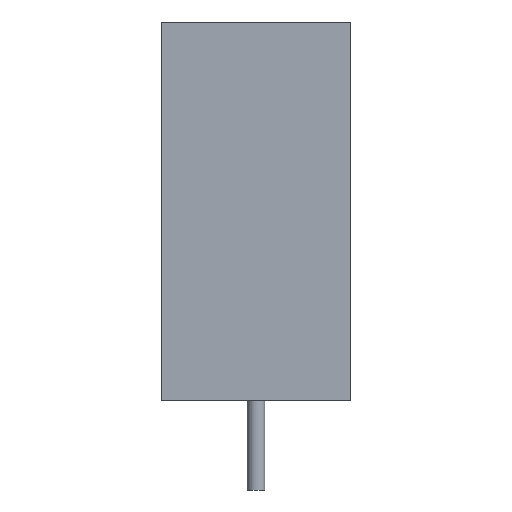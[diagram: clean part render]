
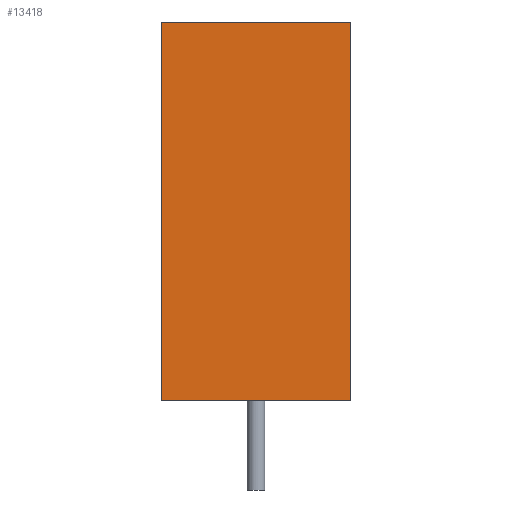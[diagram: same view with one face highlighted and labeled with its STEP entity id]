
A CAD part, left-side view. The second image highlights one B-rep face of the part: STEP entity #13418.
In plain terms, the highlighted planar face has unit normal (-1, 0, 0).
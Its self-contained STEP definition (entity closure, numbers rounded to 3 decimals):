
#1640=ORIENTED_EDGE('',*,*,#3797,.T.);
#1641=ORIENTED_EDGE('',*,*,#4118,.F.);
#1642=ORIENTED_EDGE('',*,*,#3776,.F.);
#1643=ORIENTED_EDGE('',*,*,#4114,.T.);
#3776=EDGE_CURVE('',#5159,#5160,#5996,.T.);
#3797=EDGE_CURVE('',#5181,#5180,#6017,.T.);
#4114=EDGE_CURVE('',#5159,#5181,#6294,.T.);
#4118=EDGE_CURVE('',#5160,#5180,#6298,.T.);
#5159=VERTEX_POINT('',#18357);
#5160=VERTEX_POINT('',#18359);
#5180=VERTEX_POINT('',#18402);
#5181=VERTEX_POINT('',#18404);
#5996=LINE('',#18358,#6930);
#6017=LINE('',#18403,#6951);
#6294=LINE('',#19282,#7228);
#6298=LINE('',#19288,#7232);
#6930=VECTOR('',#14750,1000.);
#6951=VECTOR('',#14777,1000.);
#7228=VECTOR('',#15326,1000.);
#7232=VECTOR('',#15334,1000.);
#7786=EDGE_LOOP('',(#1640,#1641,#1642,#1643));
#8459=FACE_BOUND('',#7786,.T.);
#9035=PLANE('',#14047);
#13418=ADVANCED_FACE('',(#8459),#9035,.F.);
#14047=AXIS2_PLACEMENT_3D('',#19289,#15335,#15336);
#14750=DIRECTION('',(0.,0.,-1.));
#14777=DIRECTION('',(0.,0.,-1.));
#15326=DIRECTION('',(0.,1.,0.));
#15334=DIRECTION('',(0.,1.,0.));
#15335=DIRECTION('',(1.,0.,0.));
#15336=DIRECTION('',(0.,0.,-1.));
#18357=CARTESIAN_POINT('',(-13.25,-4.25,8.5));
#18358=CARTESIAN_POINT('',(-13.25,-4.25,8.5));
#18359=CARTESIAN_POINT('',(-13.25,-4.25,-8.5));
#18402=CARTESIAN_POINT('',(-13.25,4.25,-8.5));
#18403=CARTESIAN_POINT('',(-13.25,4.25,8.5));
#18404=CARTESIAN_POINT('',(-13.25,4.25,8.5));
#19282=CARTESIAN_POINT('',(-13.25,-4.25,8.5));
#19288=CARTESIAN_POINT('',(-13.25,-4.25,-8.5));
#19289=CARTESIAN_POINT('',(-13.25,-4.25,8.5));
